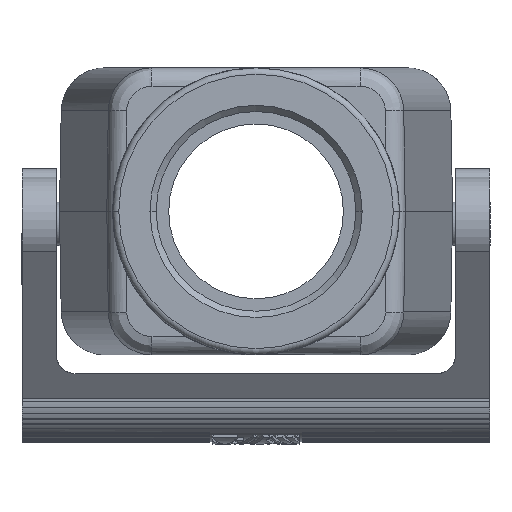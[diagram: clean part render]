
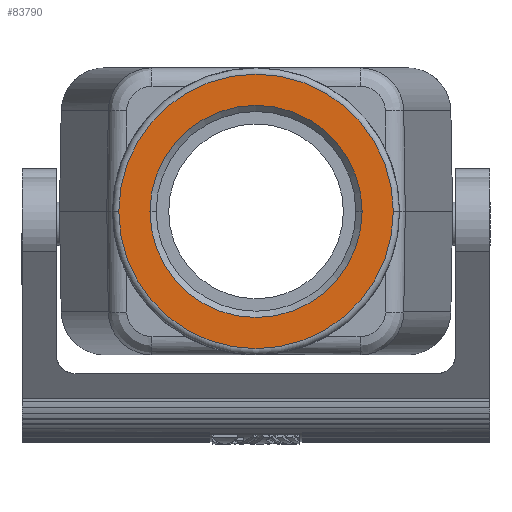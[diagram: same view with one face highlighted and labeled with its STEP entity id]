
A CAD part, front view. The second image highlights one B-rep face of the part: STEP entity #83790.
In plain terms, the highlighted planar face has unit normal (0, -1, 0).
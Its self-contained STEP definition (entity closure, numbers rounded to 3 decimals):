
#48720=CARTESIAN_POINT('',(-44.253,-111.112,
-70.));
#48730=VERTEX_POINT('',#48720);
#48890=CARTESIAN_POINT('',(-10.253,-111.112,
-70.));
#48900=VERTEX_POINT('',#48890);
#48930=CARTESIAN_POINT('',(-27.253,-111.112,
-70.));
#48940=DIRECTION('',(0.,-1.,0.));
#48950=DIRECTION('',(-1.,0.,0.));
#48960=AXIS2_PLACEMENT_3D('',#48930,#48940,#48950);
#48970=CIRCLE('',#48960,17.);
#48980=EDGE_CURVE('',#48730,#48900,#48970,.T.);
#83540=CARTESIAN_POINT('',(-27.258,-111.112,-47.75));
#83550=DIRECTION('',(0.,1.,0.));
#83560=DIRECTION('',(1.,0.,0.));
#83570=AXIS2_PLACEMENT_3D('',#83540,#83550,#83560);
#83580=PLANE('',#83570);
#83590=EDGE_CURVE('',#48900,#48730,#48970,.T.);
#83600=ORIENTED_EDGE('',*,*,#83590,.F.);
#83610=ORIENTED_EDGE('',*,*,#48980,.F.);
#83620=EDGE_LOOP('',(#83610,#83600));
#83630=FACE_BOUND('',#83620,.T.);
#83640=CARTESIAN_POINT('',(-27.253,-111.112,
-70.));
#83650=DIRECTION('',(0.,1.,0.));
#83660=DIRECTION('',(1.,0.,0.));
#83670=AXIS2_PLACEMENT_3D('',#83640,#83650,#83660);
#83680=CIRCLE('',#83670,22.);
#83690=CARTESIAN_POINT('',(-5.253,-111.112,
-70.));
#83700=VERTEX_POINT('',#83690);
#83710=CARTESIAN_POINT('',(-49.253,-111.112,
-70.));
#83720=VERTEX_POINT('',#83710);
#83730=EDGE_CURVE('',#83700,#83720,#83680,.T.);
#83740=ORIENTED_EDGE('',*,*,#83730,.F.);
#83750=EDGE_CURVE('',#83720,#83700,#83680,.T.);
#83760=ORIENTED_EDGE('',*,*,#83750,.F.);
#83770=EDGE_LOOP('',(#83760,#83740));
#83780=FACE_OUTER_BOUND('',#83770,.T.);
#83790=ADVANCED_FACE('',(#83630,#83780),#83580,.F.);
